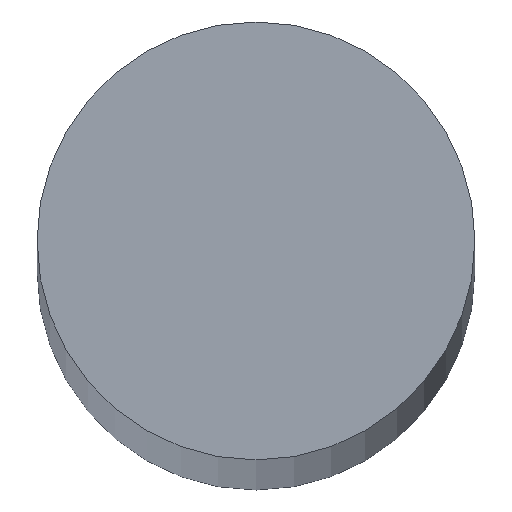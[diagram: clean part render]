
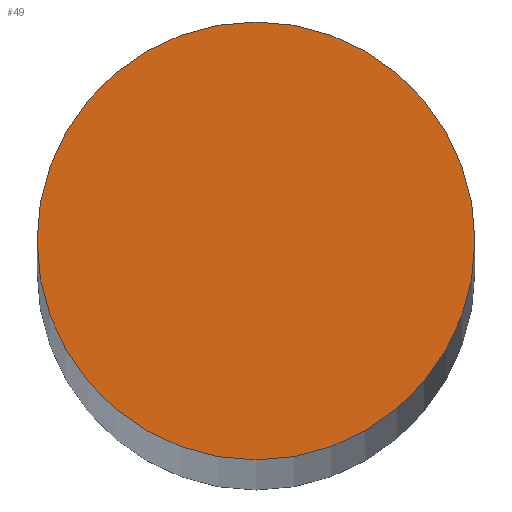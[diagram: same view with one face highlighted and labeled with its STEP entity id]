
A CAD part, top view. The second image highlights one B-rep face of the part: STEP entity #49.
In plain terms, the highlighted planar face has unit normal (0, 0, 1).
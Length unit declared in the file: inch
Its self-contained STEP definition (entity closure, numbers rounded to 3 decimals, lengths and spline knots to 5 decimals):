
#1 = PLANE ( 'NONE',  #91 ) ;
#5 = CARTESIAN_POINT ( 'NONE',  ( 0., 0., 0. ) ) ;
#6 = VERTEX_POINT ( 'NONE', #118 ) ;
#15 = DIRECTION ( 'NONE',  ( -1., 0., 0. ) ) ;
#16 = EDGE_LOOP ( 'NONE', ( #21, #129 ) ) ;
#20 = AXIS2_PLACEMENT_3D ( 'NONE', #5, #121, #15 ) ;
#21 = ORIENTED_EDGE ( 'NONE', *, *, #137, .F. ) ;
#23 = CIRCLE ( 'NONE', #31, 0.5 ) ;
#31 = AXIS2_PLACEMENT_3D ( 'NONE', #62, #112, #41 ) ;
#41 = DIRECTION ( 'NONE',  ( -1., 0., 0. ) ) ;
#49 = ADVANCED_FACE ( 'NONE', ( #78 ), #1, .T. ) ;
#62 = CARTESIAN_POINT ( 'NONE',  ( 0., 0., 0. ) ) ;
#73 = EDGE_CURVE ( 'NONE', #6, #94, #23, .T. ) ;
#78 = FACE_OUTER_BOUND ( 'NONE', #16, .T. ) ;
#82 = DIRECTION ( 'NONE',  ( 1., 0., 0. ) ) ;
#91 = AXIS2_PLACEMENT_3D ( 'NONE', #119, #128, #82 ) ;
#94 = VERTEX_POINT ( 'NONE', #123 ) ;
#112 = DIRECTION ( 'NONE',  ( 0., 0., -1. ) ) ;
#114 = CIRCLE ( 'NONE', #20, 0.5 ) ;
#118 = CARTESIAN_POINT ( 'NONE',  ( 0.5, 0., 0. ) ) ;
#119 = CARTESIAN_POINT ( 'NONE',  ( 0., 0., 0. ) ) ;
#121 = DIRECTION ( 'NONE',  ( 0., 0., -1. ) ) ;
#123 = CARTESIAN_POINT ( 'NONE',  ( -0.5, 0., 0. ) ) ;
#128 = DIRECTION ( 'NONE',  ( 0., 0., 1. ) ) ;
#129 = ORIENTED_EDGE ( 'NONE', *, *, #73, .F. ) ;
#137 = EDGE_CURVE ( 'NONE', #94, #6, #114, .T. ) ;
